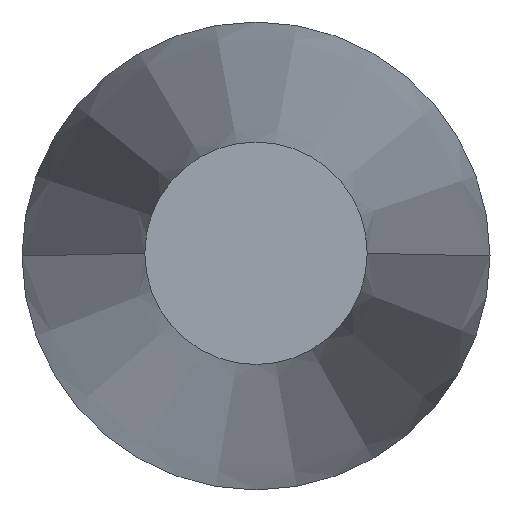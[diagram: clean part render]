
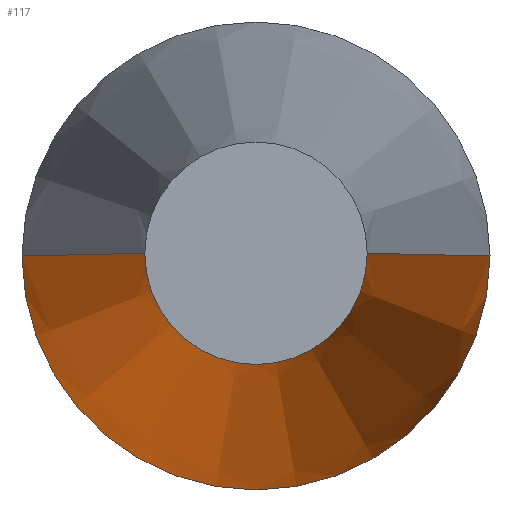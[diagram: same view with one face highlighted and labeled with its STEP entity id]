
A CAD part, top view. The second image highlights one B-rep face of the part: STEP entity #117.
In plain terms, the highlighted conical face has half-angle 4.5 degrees and reference radius 12 mm.
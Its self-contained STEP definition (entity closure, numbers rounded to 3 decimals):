
#4 = CARTESIAN_POINT ( 'NONE',  ( 5.704, 0., 80. ) ) ;
#15 = DIRECTION ( 'NONE',  ( 0., 0., 1. ) ) ;
#31 = CARTESIAN_POINT ( 'NONE',  ( -5.704, 0., 80. ) ) ;
#42 = AXIS2_PLACEMENT_3D ( 'NONE', #158, #97, #203 ) ;
#46 = LINE ( 'NONE', #201, #130 ) ;
#61 = VERTEX_POINT ( 'NONE', #4 ) ;
#63 = EDGE_LOOP ( 'NONE', ( #249, #234, #129, #238 ) ) ;
#67 = VERTEX_POINT ( 'NONE', #162 ) ;
#68 = FACE_OUTER_BOUND ( 'NONE', #63, .T. ) ;
#69 = VERTEX_POINT ( 'NONE', #239 ) ;
#88 = DIRECTION ( 'NONE',  ( 1., 0., 0. ) ) ;
#89 = LINE ( 'NONE', #147, #187 ) ;
#91 = CARTESIAN_POINT ( 'NONE',  ( 0., 0., 80. ) ) ;
#97 = DIRECTION ( 'NONE',  ( 0., 0., -1. ) ) ;
#102 = DIRECTION ( 'NONE',  ( -0.078, 0., -0.997 ) ) ;
#105 = CIRCLE ( 'NONE', #109, 12. ) ;
#108 = CIRCLE ( 'NONE', #136, 5.704 ) ;
#109 = AXIS2_PLACEMENT_3D ( 'NONE', #126, #244, #88 ) ;
#115 = CONICAL_SURFACE ( 'NONE', #42, 12., 0.079 ) ;
#117 = ADVANCED_FACE ( 'NONE', ( #68 ), #115, .T. ) ;
#126 = CARTESIAN_POINT ( 'NONE',  ( 0., 0., 0. ) ) ;
#129 = ORIENTED_EDGE ( 'NONE', *, *, #155, .T. ) ;
#130 = VECTOR ( 'NONE', #102, 1000. ) ;
#136 = AXIS2_PLACEMENT_3D ( 'NONE', #91, #15, #208 ) ;
#147 = CARTESIAN_POINT ( 'NONE',  ( 12., 0., 0. ) ) ;
#155 = EDGE_CURVE ( 'NONE', #171, #67, #46, .T. ) ;
#158 = CARTESIAN_POINT ( 'NONE',  ( 0., 0., 0. ) ) ;
#161 = EDGE_CURVE ( 'NONE', #61, #69, #89, .T. ) ;
#162 = CARTESIAN_POINT ( 'NONE',  ( -12., 0., 0. ) ) ;
#170 = DIRECTION ( 'NONE',  ( 0.078, 0., -0.997 ) ) ;
#171 = VERTEX_POINT ( 'NONE', #31 ) ;
#187 = VECTOR ( 'NONE', #170, 1000. ) ;
#199 = EDGE_CURVE ( 'NONE', #171, #61, #108, .T. ) ;
#201 = CARTESIAN_POINT ( 'NONE',  ( -12., 0., 0. ) ) ;
#203 = DIRECTION ( 'NONE',  ( -1., 0., 0. ) ) ;
#208 = DIRECTION ( 'NONE',  ( 1., 0., 0. ) ) ;
#231 = EDGE_CURVE ( 'NONE', #67, #69, #105, .T. ) ;
#234 = ORIENTED_EDGE ( 'NONE', *, *, #199, .F. ) ;
#238 = ORIENTED_EDGE ( 'NONE', *, *, #231, .T. ) ;
#239 = CARTESIAN_POINT ( 'NONE',  ( 12., 0., 0. ) ) ;
#244 = DIRECTION ( 'NONE',  ( 0., 0., 1. ) ) ;
#249 = ORIENTED_EDGE ( 'NONE', *, *, #161, .F. ) ;
